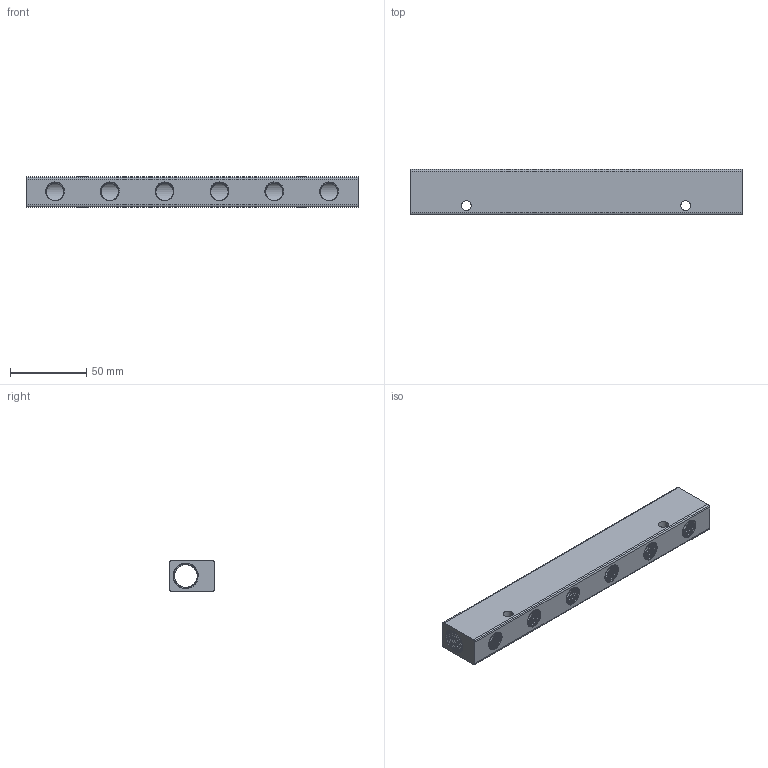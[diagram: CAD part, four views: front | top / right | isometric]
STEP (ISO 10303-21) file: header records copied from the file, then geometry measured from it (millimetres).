
FILE_DESCRIPTION((''),'2;1');
FILE_NAME('AU_016_1.stp','2007-12-02T00:02:31',('BP'),('AZ PNEUMATICA S.r.l.'),'Mechanical Desktop 2006','Mechanical Desktop 2006','Via Marco Biagi 6, 20020 Misinto (MI) Italia, ');
FILE_SCHEMA(('CONFIG_CONTROL_DESIGN'));
Length unit declared in the file: millimetre
Products named in the file (2): AU_016_1; PART1
Assembly tree (1 placements, depth 2):
  AU_016_1
    PART1
Bounding box: 218 x 30 x 20 mm (x, y, z)
Volume: 82140.3 mm3; surface area: 36616.7 mm2
Topology: 1 solids, 1 shells, 176 faces, 528 edges, 354 vertices
Faces by surface type: cylinder 122, bspline 40, plane 14
Entity records: 50787 total; most frequent: CARTESIAN_POINT 46616, ORIENTED_EDGE 1056, EDGE_CURVE 528, DIRECTION 526, VERTEX_POINT 354, B_SPLINE_CURVE_WITH_KNOTS 336, AXIS2_PLACEMENT_3D 196, EDGE_LOOP 194
